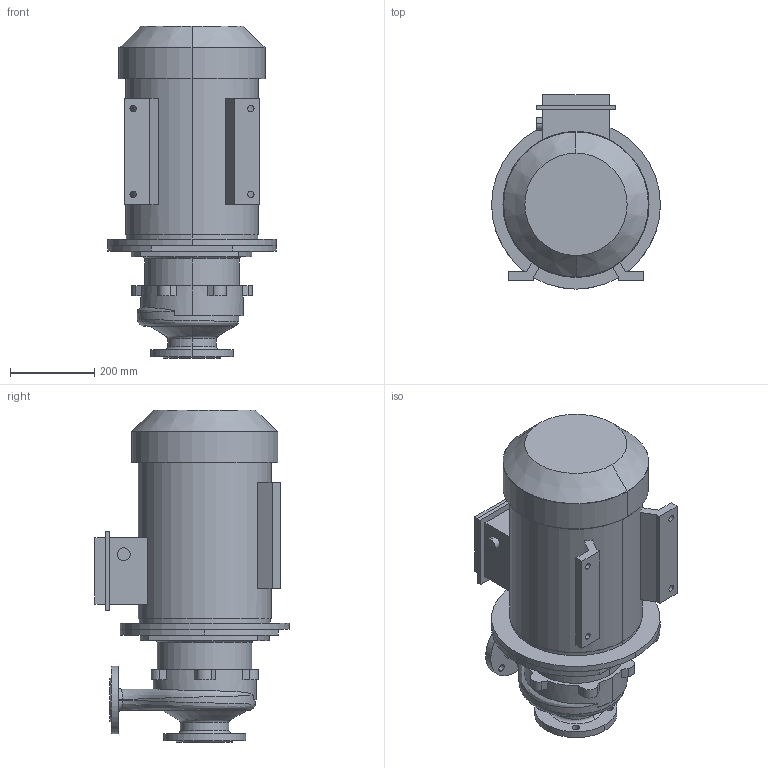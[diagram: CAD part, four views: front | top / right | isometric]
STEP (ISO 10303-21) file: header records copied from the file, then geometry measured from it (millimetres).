
FILE_DESCRIPTION (( 'STEP AP214' ), '1' );
FILE_NAME ('帎80-50-250_2.STEP', '2012-07-31T03:11:31', ( 'referent' ), ( '' ), 'SwSTEP 2.0', 'SolidWorks 2012', '' );
FILE_SCHEMA (( 'AUTOMOTIVE_DESIGN' ));
Length unit declared in the file: millimetre
Products named in the file (1): 帎80-50-250_2
Bounding box: 400 x 460 x 787 mm (x, y, z)
Volume: 55752261 mm3; surface area: 1729885.2 mm2
Topology: 2 solids, 2 shells, 187 faces, 476 edges, 310 vertices
Faces by surface type: cylinder 80, plane 78, bspline 12, cone 10, torus 7
Entity records: 10263 total; most frequent: CARTESIAN_POINT 3525, DIRECTION 992, ORIENTED_EDGE 952, EDGE_CURVE 476, AXIS2_PLACEMENT_3D 385, VERTEX_POINT 310, EDGE_LOOP 228, LINE 222
